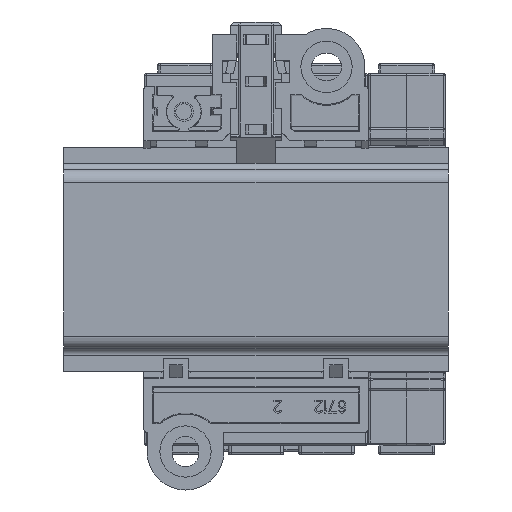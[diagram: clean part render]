
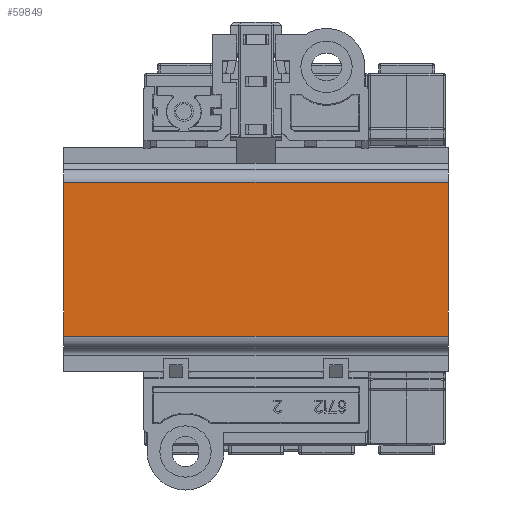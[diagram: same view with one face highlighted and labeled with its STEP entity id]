
A CAD part, front view. The second image highlights one B-rep face of the part: STEP entity #59849.
In plain terms, the highlighted planar face has unit normal (0, -1, 0).
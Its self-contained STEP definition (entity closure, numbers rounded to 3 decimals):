
#1488=DIRECTION('',(0.,0.,-1.));
#1489=VECTOR('',#1488,24.);
#1490=CARTESIAN_POINT('',(-30.,-34.9,12.));
#1491=LINE('',#1490,#1489);
#1492=DIRECTION('',(1.,0.,0.));
#1493=VECTOR('',#1492,60.);
#1494=CARTESIAN_POINT('',(-30.,-34.9,-12.));
#1495=LINE('',#1494,#1493);
#1496=DIRECTION('',(1.,0.,0.));
#1497=VECTOR('',#1496,60.);
#1498=CARTESIAN_POINT('',(-30.,-34.9,12.));
#1499=LINE('',#1498,#1497);
#41207=DIRECTION('',(0.,0.,-1.));
#41208=VECTOR('',#41207,24.);
#41209=CARTESIAN_POINT('',(30.,-34.9,12.));
#41210=LINE('',#41209,#41208);
#58280=CARTESIAN_POINT('',(-30.,-34.9,-12.));
#58282=VERTEX_POINT('',#58280);
#58318=CARTESIAN_POINT('',(-30.,-34.9,12.));
#58319=VERTEX_POINT('',#58318);
#58320=CARTESIAN_POINT('',(30.,-34.9,-12.));
#58322=VERTEX_POINT('',#58320);
#58358=CARTESIAN_POINT('',(30.,-34.9,12.));
#58359=VERTEX_POINT('',#58358);
#59836=CARTESIAN_POINT('',(-30.,-34.9,12.));
#59837=DIRECTION('',(0.,-1.,0.));
#59838=DIRECTION('',(0.,0.,-1.));
#59839=AXIS2_PLACEMENT_3D('',#59836,#59837,#59838);
#59840=PLANE('',#59839);
#59841=ORIENTED_EDGE('',*,*,#59816,.F.);
#59843=ORIENTED_EDGE('',*,*,#59842,.T.);
#59845=ORIENTED_EDGE('',*,*,#59844,.T.);
#59846=ORIENTED_EDGE('',*,*,#59827,.F.);
#59847=EDGE_LOOP('',(#59841,#59843,#59845,#59846));
#59848=FACE_OUTER_BOUND('',#59847,.F.);
#59816=EDGE_CURVE('',#58319,#58282,#1491,.T.);
#59827=EDGE_CURVE('',#58282,#58322,#1495,.T.);
#59842=EDGE_CURVE('',#58319,#58359,#1499,.T.);
#59844=EDGE_CURVE('',#58359,#58322,#41210,.T.);
#59849=ADVANCED_FACE('',(#59848),#59840,.T.);
